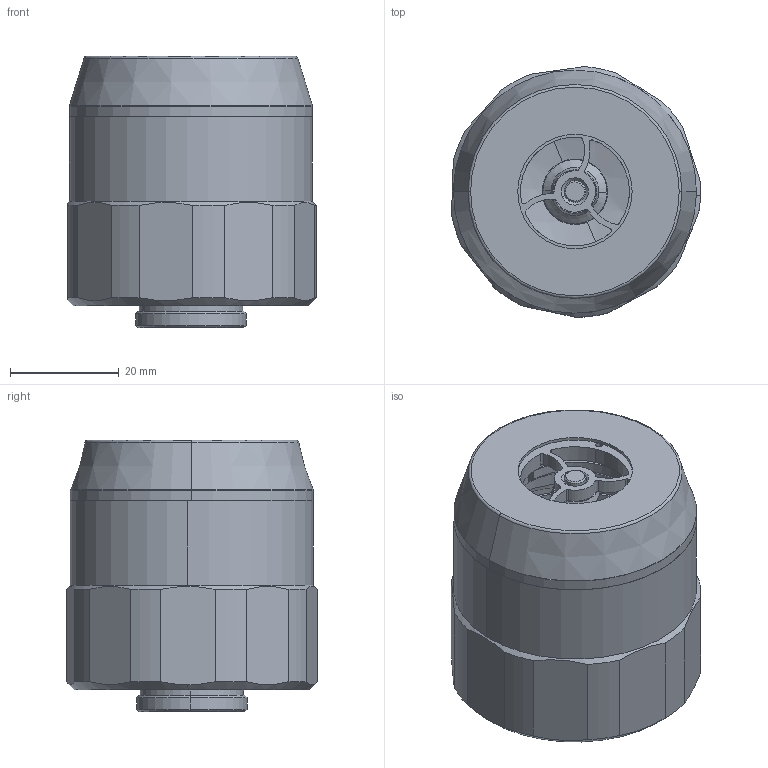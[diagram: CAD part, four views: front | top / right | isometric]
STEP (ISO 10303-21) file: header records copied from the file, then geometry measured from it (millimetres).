
FILE_DESCRIPTION (( 'STEP AP203' ), '1' );
FILE_NAME ('Web Model 59316_59316.step', '2018-10-18T16:53:18', ( '' ), ( '' ), 'SwSTEP 2.0', 'SolidWorks 2016', '' );
FILE_SCHEMA (( 'CONFIG_CONTROL_DESIGN' ));
Length unit declared in the file: millimetre
Products named in the file (1): Web Model 59316_59316
Bounding box: 45.7 x 46.03 x 49.82 mm (x, y, z)
Volume: 36915.5 mm3; surface area: 30230.7 mm2
Topology: 7 solids, 7 shells, 224 faces, 540 edges, 343 vertices
Faces by surface type: cylinder 111, plane 60, cone 45, torus 4, sphere 4
Entity records: 6827 total; most frequent: DIRECTION 1268, CARTESIAN_POINT 1256, ORIENTED_EDGE 1080, EDGE_CURVE 540, AXIS2_PLACEMENT_3D 527, VERTEX_POINT 343, CIRCLE 302, EDGE_LOOP 259
